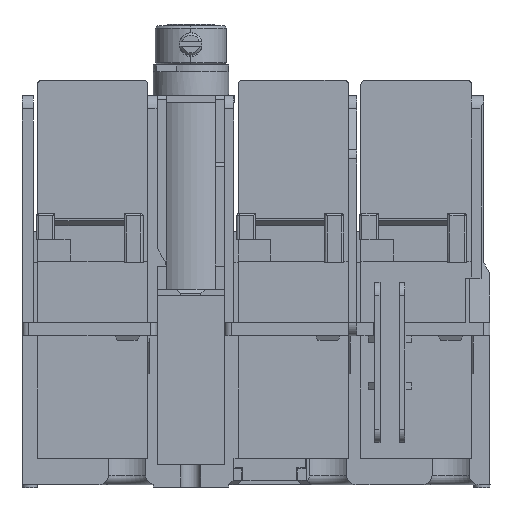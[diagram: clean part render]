
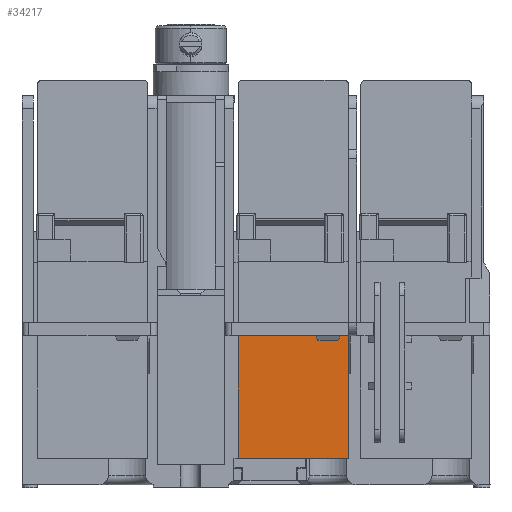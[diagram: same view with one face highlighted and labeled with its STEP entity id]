
A CAD part, front view. The second image highlights one B-rep face of the part: STEP entity #34217.
In plain terms, the highlighted planar face has unit normal (0, -1, 0).
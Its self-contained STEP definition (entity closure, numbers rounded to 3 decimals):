
#1213=DIRECTION('',(1.,0.,0.));
#1214=VECTOR('',#1213,1.85);
#1215=CARTESIAN_POINT('',(33.805,-45.48,64.826));
#1216=LINE('',#1215,#1214);
#1229=DIRECTION('',(1.,0.,0.));
#1230=VECTOR('',#1229,17.35);
#1231=CARTESIAN_POINT('',(10.855,-45.48,64.826));
#1232=LINE('',#1231,#1230);
#1274=DIRECTION('',(0.,0.,1.));
#1275=VECTOR('',#1274,27.5);
#1276=CARTESIAN_POINT('',(35.655,-45.48,37.326));
#1277=LINE('',#1276,#1275);
#1278=DIRECTION('',(1.,0.,0.));
#1279=VECTOR('',#1278,24.8);
#1280=CARTESIAN_POINT('',(10.855,-45.48,37.326));
#1281=LINE('',#1280,#1279);
#1282=DIRECTION('',(0.,0.,-1.));
#1283=VECTOR('',#1282,27.5);
#1284=CARTESIAN_POINT('',(10.855,-45.48,64.826));
#1285=LINE('',#1284,#1283);
#1286=DIRECTION('',(0.5,0.,-0.866));
#1287=VECTOR('',#1286,1.155);
#1288=CARTESIAN_POINT('',(28.205,-45.48,64.826));
#1289=LINE('',#1288,#1287);
#1294=DIRECTION('',(-1.,0.,0.));
#1295=VECTOR('',#1294,4.445);
#1296=CARTESIAN_POINT('',(33.228,-45.48,63.826));
#1297=LINE('',#1296,#1295);
#1310=DIRECTION('',(0.5,0.,0.866));
#1311=VECTOR('',#1310,1.155);
#1312=CARTESIAN_POINT('',(33.228,-45.48,63.826));
#1313=LINE('',#1312,#1311);
#31396=CARTESIAN_POINT('',(10.855,-45.48,
37.326));
#31397=CARTESIAN_POINT('',(35.655,-45.48,
37.326));
#31398=VERTEX_POINT('',#31396);
#31399=VERTEX_POINT('',#31397);
#31554=CARTESIAN_POINT('',(35.655,-45.48,
64.826));
#31555=VERTEX_POINT('',#31554);
#31556=CARTESIAN_POINT('',(10.855,-45.48,
64.826));
#31557=VERTEX_POINT('',#31556);
#31558=CARTESIAN_POINT('',(28.205,-45.48,
64.826));
#31559=VERTEX_POINT('',#31558);
#31560=CARTESIAN_POINT('',(33.805,-45.48,
64.826));
#31561=VERTEX_POINT('',#31560);
#31612=CARTESIAN_POINT('',(28.782,-45.48,
63.826));
#31613=VERTEX_POINT('',#31612);
#31614=CARTESIAN_POINT('',(33.228,-45.48,
63.826));
#31615=VERTEX_POINT('',#31614);
#34198=CARTESIAN_POINT('',(37.794,-45.48,
79.826));
#34199=DIRECTION('',(0.,-1.,0.));
#34200=DIRECTION('',(0.,0.,-1.));
#34201=AXIS2_PLACEMENT_3D('',#34198,#34199,#34200);
#34202=PLANE('',#34201);
#34203=ORIENTED_EDGE('',*,*,#34120,.T.);
#34205=ORIENTED_EDGE('',*,*,#34204,.T.);
#34207=ORIENTED_EDGE('',*,*,#34206,.F.);
#34209=ORIENTED_EDGE('',*,*,#34208,.T.);
#34210=ORIENTED_EDGE('',*,*,#34112,.T.);
#34211=ORIENTED_EDGE('',*,*,#34182,.F.);
#34212=ORIENTED_EDGE('',*,*,#33417,.F.);
#34214=ORIENTED_EDGE('',*,*,#34213,.F.);
#34215=EDGE_LOOP('',(#34203,#34205,#34207,#34209,#34210,#34211,#34212,#34214));
#34216=FACE_OUTER_BOUND('',#34215,.F.);
#33417=EDGE_CURVE('',#31398,#31399,#1281,.T.);
#34112=EDGE_CURVE('',#31561,#31555,#1216,.T.);
#34120=EDGE_CURVE('',#31557,#31559,#1232,.T.);
#34182=EDGE_CURVE('',#31399,#31555,#1277,.T.);
#34204=EDGE_CURVE('',#31559,#31613,#1289,.T.);
#34206=EDGE_CURVE('',#31615,#31613,#1297,.T.);
#34208=EDGE_CURVE('',#31615,#31561,#1313,.T.);
#34213=EDGE_CURVE('',#31557,#31398,#1285,.T.);
#34217=ADVANCED_FACE('',(#34216),#34202,.T.);
